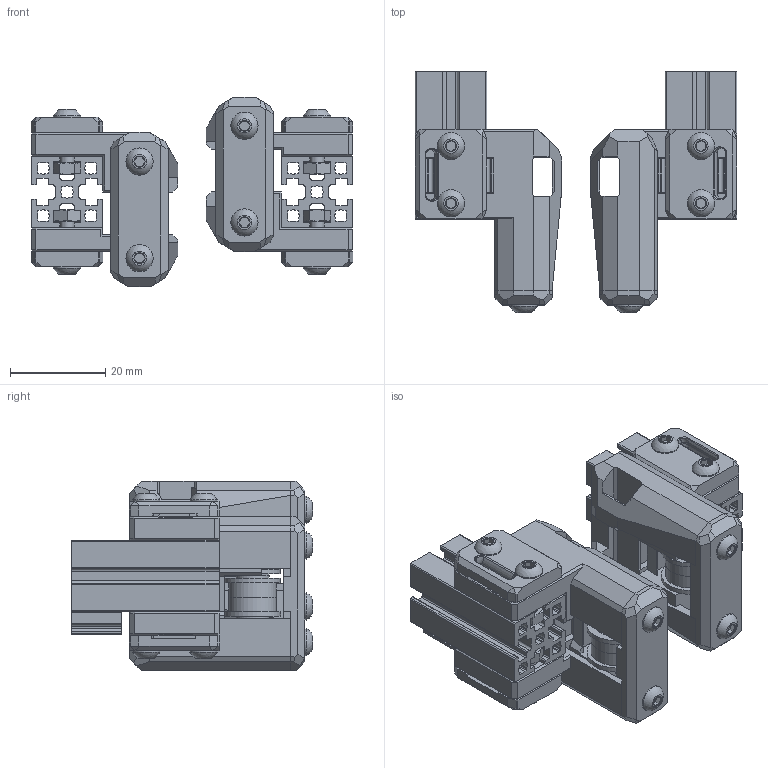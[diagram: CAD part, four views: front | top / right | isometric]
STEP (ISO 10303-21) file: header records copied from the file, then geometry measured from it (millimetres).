
FILE_DESCRIPTION(/* description */ (''),/* implementation_level */ '2;1');
FILE_NAME(/* name */ 'BFI_Micron_Pin_Mod.step',/* time_stamp */ '2023-08-04T14:54:31+01:00',/* author */ (''),/* organization */ (''),/* preprocessor_version */ 'ST-DEVELOPER v20',/* originating_system */ 'Autodesk Translation Framework v12.9.0.99',/* authorisation */ '');
FILE_SCHEMA (('AUTOMOTIVE_DESIGN { 1 0 10303 214 3 1 1 }'));
Products named in the file (54): BFI_Micron_PinMod; BFI-Micron:1; Micron_Front_Idler:1; Micron_Front_Idler_Hardware:1; F623-2RS:2 (2); 3x15mm Pin; M3 Washer 7mmx.5mm:2 (2); M3 Washer 7mmx.5mm:1 (2); F623-2RS:1 (2); M3x20 BHCS:1; M3x20 BHCS:2; M3x12 BHCS:2; M3 HexNut:1; M3 HexNut:2; M3x12 BHCS:4; M3x12 BHCS:3; M3 HexNut:3; M3 HexNut:4; M3x12 BHCS:1; 1515_Extrusion:1; MGN7:1 (2); Micron_Front_Idler_Housing:1; Micron_SF_Front_Idler_Carrier:1; Micron_SF_Front_Idler_Front_Cover:1; Micron_Belt_Clamp:1; Upper:1; Micron_Belt_Clamp:2; Lower:1; Micron_Front_Idler:2; Micron_Front_Idler_Hardware:1 (1); F623-2RS:2 (3); 3x15mm Pin (1); M3 Washer 7mmx.5mm:2 (3); M3 Washer 7mmx.5mm:1 (3); F623-2RS:1 (3); M3x20 BHCS:1 (1); M3x20 BHCS:2 (1); M3x12 BHCS:2 (1); M3 HexNut:1 (1); M3 HexNut:2 (1) ...
Assembly tree (53 placements, depth 5):
  BFI_Micron_PinMod
    BFI-Micron:1
      Micron_Front_Idler:1
        Micron_Front_Idler_Hardware:1
          F623-2RS:2 (2)
          3x15mm Pin
          M3 Washer 7mmx.5mm:2 (2)
          M3 Washer 7mmx.5mm:1 (2)
          F623-2RS:1 (2)
          M3x20 BHCS:1
          M3x20 BHCS:2
          M3x12 BHCS:2
          M3 HexNut:1
          M3 HexNut:2
          M3x12 BHCS:4
          M3x12 BHCS:3
          M3 HexNut:3
          M3 HexNut:4
          M3x12 BHCS:1
        1515_Extrusion:1
          MGN7:1 (2)
        Micron_Front_Idler_Housing:1
        Micron_SF_Front_Idler_Carrier:1
        Micron_SF_Front_Idler_Front_Cover:1
        Micron_Belt_Clamp:1
          Upper:1
        Micron_Belt_Clamp:2
          Lower:1
      Micron_Front_Idler:2
        Micron_Front_Idler_Hardware:1 (1)
          F623-2RS:2 (3)
          3x15mm Pin (1)
          M3 Washer 7mmx.5mm:2 (3)
          M3 Washer 7mmx.5mm:1 (3)
          F623-2RS:1 (3)
          M3x20 BHCS:1 (1)
          M3x20 BHCS:2 (1)
          M3x12 BHCS:2 (1)
          M3 HexNut:1 (1)
          M3 HexNut:2 (1)
          M3x12 BHCS:4 (1)
          M3x12 BHCS:3 (1)
          M3 HexNut:3 (1)
          M3 HexNut:4 (1)
          M3x12 BHCS:1 (1)
        1515_Extrusion:1 (1)
          MGN7:1 (3)
        Micron_Front_Idler_Housing:1 (1)
        Micron_SF_Front_Idler_Carrier:1 (1)
        Micron_SF_Front_Idler_Front_Cover:1 (1)
        Micron_Belt_Clamp:1 (1)
          Lower:1 (1)
        Micron_Belt_Clamp:2 (1)
          Lower:1 (2)
Bounding box: 67.44 x 50.65 x 39.75 mm (x, y, z)
Volume: 36178.8 mm3; surface area: 38615.4 mm2
Topology: 52 solids, 52 shells, 1960 faces, 5066 edges, 3230 vertices
Faces by surface type: plane 1192, cylinder 480, cone 212, torus 32, bspline 32, sphere 12
Full cylindrical faces by diameter (mm): 3 x22, 3.4 x32, 4.05 x8, 4.7 x4, 5.7 x12, 7 x4, 8.485 x8, 10 x4, 11.7 x4
Entity records: 65075 total; most frequent: CARTESIAN_POINT 15391, ORIENTED_EDGE 10132, DIRECTION 10032, EDGE_CURVE 5066, LINE 3418, VECTOR 3418, AXIS2_PLACEMENT_3D 3307, VERTEX_POINT 3230
